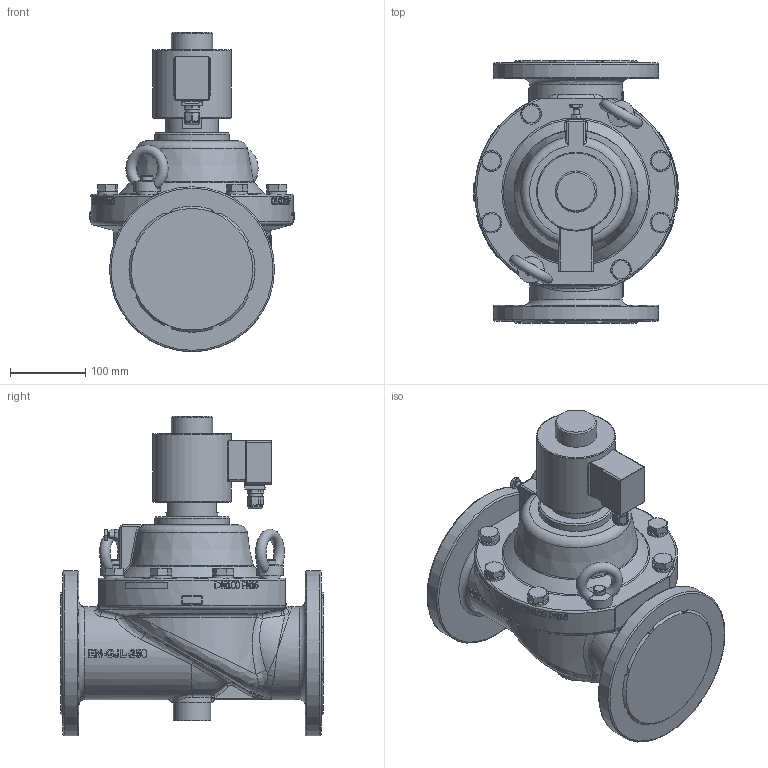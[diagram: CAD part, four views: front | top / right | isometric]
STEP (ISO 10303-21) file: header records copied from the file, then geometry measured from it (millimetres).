
FILE_DESCRIPTION(/* description */ ('3D-Modell'),/* implementation_level */ '2;1');
FILE_NAME(/* name */ '024.002678_D2409-0402-.272.stp',/* time_stamp */ '2019-02-13T15:17:32+01:00',/* author */ ('CBeuthner'),/* organization */ (''),/* preprocessor_version */ 'ST-DEVELOPER v16.1',/* originating_system */ 'Autodesk Inventor 2016',/* authorisation */ '');
FILE_SCHEMA (('CONFIG_CONTROL_DESIGN'));
Products named in the file (1): 88-004122
Bounding box: 272.99 x 350 x 426 mm (x, y, z)
Volume: 11338964 mm3; surface area: 498458.8 mm2
Topology: 1 solids, 1 shells, 1174 faces, 3009 edges, 1907 vertices
Faces by surface type: plane 461, bspline 362, cylinder 204, cone 101, torus 40, sphere 6
Full cylindrical faces by diameter (mm): 6.4 x1, 8 x1, 13.835 x2, 14.917 x6, 16 x5, 18 x1, 20 x1, 22 x6, 35 x2, 50 x1, 55 x1, 70 x1, 100 x1, 105.16 x1, 124 x1, 220 x2
Entity records: 82434 total; most frequent: CARTESIAN_POINT 55708, ORIENTED_EDGE 5834, DIRECTION 4298, EDGE_CURVE 2917, VERTEX_POINT 1882, AXIS2_PLACEMENT_3D 1603, EDGE_LOOP 1331, STYLED_ITEM 1175
